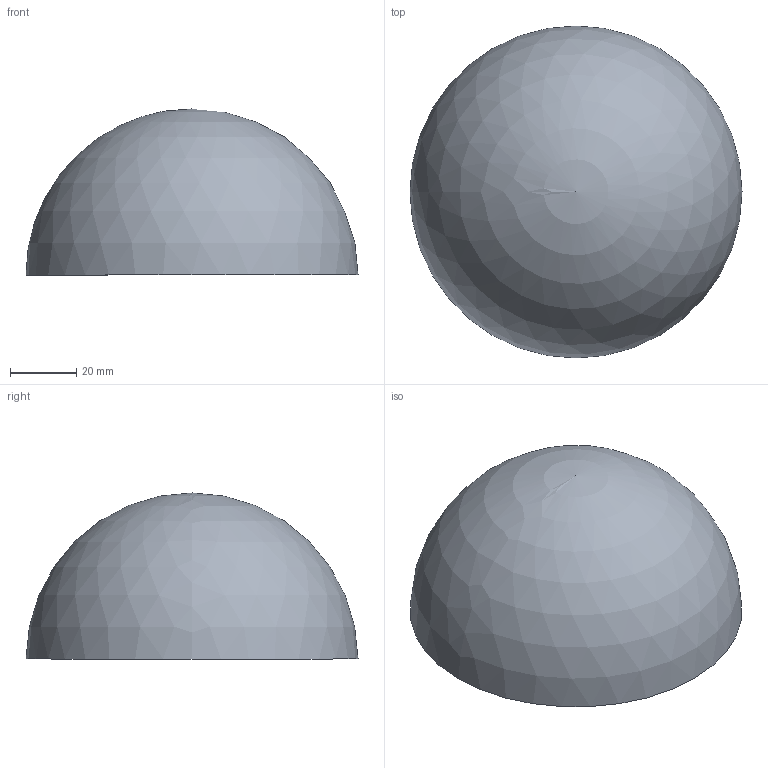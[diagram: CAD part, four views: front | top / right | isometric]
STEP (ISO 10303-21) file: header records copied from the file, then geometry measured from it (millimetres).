
FILE_DESCRIPTION (( 'STEP AP203' ), '1' );
FILE_NAME ('620100.step', '2020-07-15T11:52:00', ( '' ), ( '' ), 'SwSTEP 2.0', 'SolidWorks 2018', '' );
FILE_SCHEMA (( 'CONFIG_CONTROL_DESIGN' ));
Length unit declared in the file: millimetre
Products named in the file (1): 620100
Bounding box: 100 x 100 x 50 mm (x, y, z)
Volume: 30176 mm3; surface area: 30804 mm2
Topology: 1 solids, 1 shells, 183 faces, 485 edges, 324 vertices
Faces by surface type: bspline 90, plane 70, sphere 23
Entity records: 9659 total; most frequent: CARTESIAN_POINT 5530, ORIENTED_EDGE 962, DIRECTION 631, EDGE_CURVE 481, VERTEX_POINT 322, AXIS2_PLACEMENT_3D 236, EDGE_LOOP 205, ADVANCED_FACE 183
